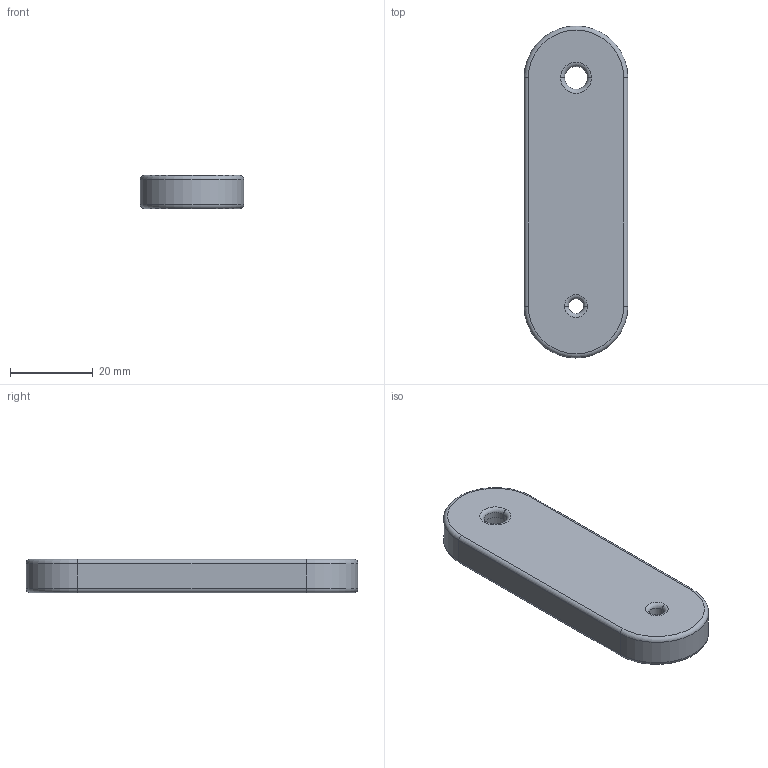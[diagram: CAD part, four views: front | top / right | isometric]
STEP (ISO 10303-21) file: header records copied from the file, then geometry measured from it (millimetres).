
FILE_DESCRIPTION (( 'STEP AP203' ), '1' );
FILE_NAME ('Main Shaft_Default_sldprt.STEP', '2021-07-07T02:19:08', ( '' ), ( '' ), 'SwSTEP 2.0', 'SolidWorks 2020', '' );
FILE_SCHEMA (( 'CONFIG_CONTROL_DESIGN' ));
Length unit declared in the file: millimetre
Products named in the file (1): Main Shaft_Default_sldprt
Bounding box: 25 x 80 x 8 mm (x, y, z)
Volume: 14340.1 mm3; surface area: 5271.2 mm2
Topology: 1 solids, 1 shells, 29 faces, 62 edges, 36 vertices
Faces by surface type: torus 12, cylinder 12, plane 5
Entity records: 877 total; most frequent: DIRECTION 166, CARTESIAN_POINT 128, ORIENTED_EDGE 124, AXIS2_PLACEMENT_3D 74, EDGE_CURVE 62, CIRCLE 44, VERTEX_POINT 36, EDGE_LOOP 34
